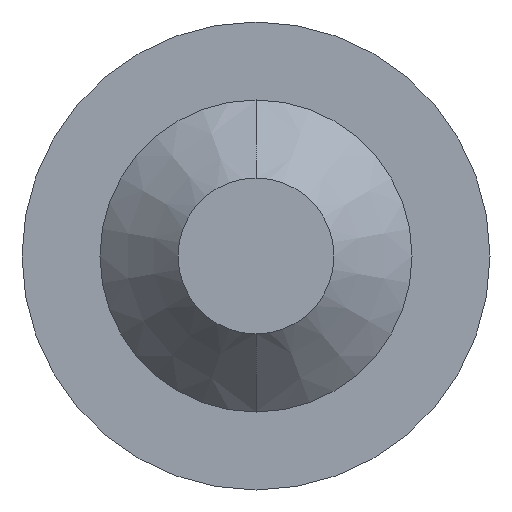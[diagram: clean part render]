
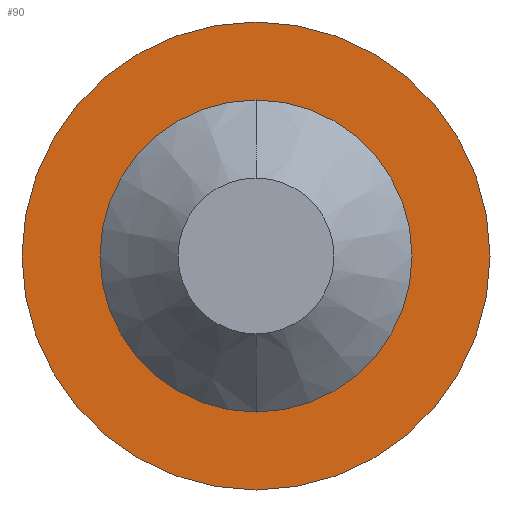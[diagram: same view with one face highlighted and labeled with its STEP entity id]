
A CAD part, front view. The second image highlights one B-rep face of the part: STEP entity #90.
In plain terms, the highlighted planar face has unit normal (0, -1, 0).
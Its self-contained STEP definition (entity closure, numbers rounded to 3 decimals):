
#10 = AXIS2_PLACEMENT_3D ( 'NONE', #436, #555, #434 ) ;
#39 = AXIS2_PLACEMENT_3D ( 'NONE', #182, #425, #419 ) ;
#41 = EDGE_LOOP ( 'NONE', ( #522, #625 ) ) ;
#48 = AXIS2_PLACEMENT_3D ( 'NONE', #79, #628, #750 ) ;
#54 = EDGE_CURVE ( 'NONE', #248, #293, #648, .T. ) ;
#79 = CARTESIAN_POINT ( 'NONE',  ( 0., 0., 0. ) ) ;
#90 = ADVANCED_FACE ( 'NONE', ( #582, #161 ), #721, .T. ) ;
#96 = DIRECTION ( 'NONE',  ( 0., 1., 0. ) ) ;
#110 = CARTESIAN_POINT ( 'NONE',  ( 0., 0., 0. ) ) ;
#118 = ORIENTED_EDGE ( 'NONE', *, *, #464, .T. ) ;
#150 = CARTESIAN_POINT ( 'NONE',  ( 0., 0., 0. ) ) ;
#151 = CARTESIAN_POINT ( 'NONE',  ( 0., 0., -1. ) ) ;
#157 = CARTESIAN_POINT ( 'NONE',  ( 0., 0., 1. ) ) ;
#161 = FACE_OUTER_BOUND ( 'NONE', #41, .T. ) ;
#182 = CARTESIAN_POINT ( 'NONE',  ( 0., 0., 0. ) ) ;
#234 = AXIS2_PLACEMENT_3D ( 'NONE', #110, #719, #597 ) ;
#241 = CARTESIAN_POINT ( 'NONE',  ( 0., 0., 1.5 ) ) ;
#248 = VERTEX_POINT ( 'NONE', #382 ) ;
#289 = CIRCLE ( 'NONE', #488, 1. ) ;
#292 = EDGE_LOOP ( 'NONE', ( #612, #118 ) ) ;
#293 = VERTEX_POINT ( 'NONE', #241 ) ;
#298 = EDGE_CURVE ( 'NONE', #485, #486, #331, .T. ) ;
#331 = CIRCLE ( 'NONE', #48, 1. ) ;
#382 = CARTESIAN_POINT ( 'NONE',  ( 0., 0., -1.5 ) ) ;
#419 = DIRECTION ( 'NONE',  ( 0., 0., -1. ) ) ;
#425 = DIRECTION ( 'NONE',  ( 0., -1., 0. ) ) ;
#434 = DIRECTION ( 'NONE',  ( 0., 0., -1. ) ) ;
#436 = CARTESIAN_POINT ( 'NONE',  ( 0., 0., 0. ) ) ;
#464 = EDGE_CURVE ( 'NONE', #486, #485, #289, .T. ) ;
#485 = VERTEX_POINT ( 'NONE', #157 ) ;
#486 = VERTEX_POINT ( 'NONE', #151 ) ;
#488 = AXIS2_PLACEMENT_3D ( 'NONE', #150, #96, #584 ) ;
#522 = ORIENTED_EDGE ( 'NONE', *, *, #54, .T. ) ;
#555 = DIRECTION ( 'NONE',  ( 0., -1., 0. ) ) ;
#582 = FACE_BOUND ( 'NONE', #292, .T. ) ;
#584 = DIRECTION ( 'NONE',  ( 0., 0., 1. ) ) ;
#597 = DIRECTION ( 'NONE',  ( 0., 0., -1. ) ) ;
#612 = ORIENTED_EDGE ( 'NONE', *, *, #298, .T. ) ;
#625 = ORIENTED_EDGE ( 'NONE', *, *, #758, .T. ) ;
#628 = DIRECTION ( 'NONE',  ( 0., 1., 0. ) ) ;
#648 = CIRCLE ( 'NONE', #234, 1.5 ) ;
#678 = CIRCLE ( 'NONE', #10, 1.5 ) ;
#719 = DIRECTION ( 'NONE',  ( 0., -1., 0. ) ) ;
#721 = PLANE ( 'NONE',  #39 ) ;
#750 = DIRECTION ( 'NONE',  ( 0., 0., 1. ) ) ;
#758 = EDGE_CURVE ( 'NONE', #293, #248, #678, .T. ) ;
